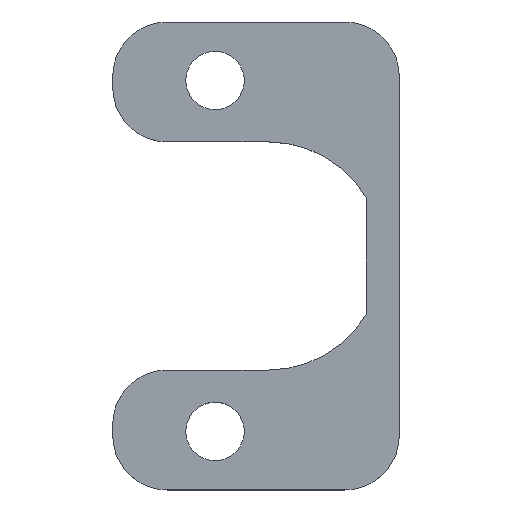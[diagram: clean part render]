
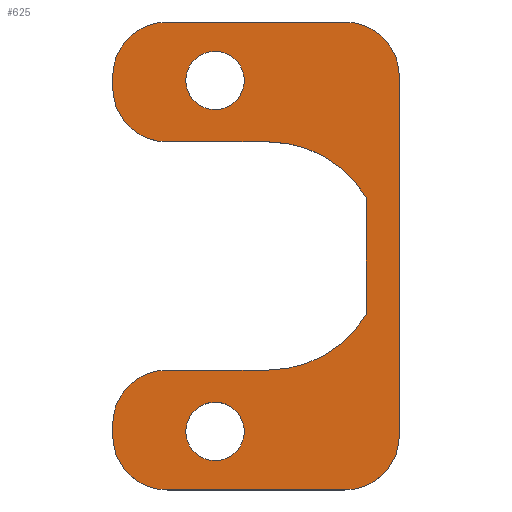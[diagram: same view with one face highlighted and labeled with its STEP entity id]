
A CAD part, top view. The second image highlights one B-rep face of the part: STEP entity #625.
In plain terms, the highlighted planar face has unit normal (0, 0, 1).
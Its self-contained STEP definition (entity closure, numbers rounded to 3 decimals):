
#24 = VERTEX_POINT('',#25);
#25 = CARTESIAN_POINT('',(3.3,41.,14.5));
#31 = EDGE_CURVE('',#24,#32,#34,.T.);
#32 = VERTEX_POINT('',#33);
#33 = CARTESIAN_POINT('',(0.5,38.2,14.5));
#34 = CIRCLE('',#35,2.8);
#35 = AXIS2_PLACEMENT_3D('',#36,#37,#38);
#36 = CARTESIAN_POINT('',(3.3,38.2,14.5));
#37 = DIRECTION('',(0.,0.,1.));
#38 = DIRECTION('',(1.,0.,0.));
#64 = EDGE_CURVE('',#32,#65,#67,.T.);
#65 = VERTEX_POINT('',#66);
#66 = CARTESIAN_POINT('',(0.5,37.65,14.5));
#67 = LINE('',#68,#69);
#68 = CARTESIAN_POINT('',(0.5,38.2,14.5));
#69 = VECTOR('',#70,1.);
#70 = DIRECTION('',(0.,-1.,0.));
#95 = EDGE_CURVE('',#65,#96,#98,.T.);
#96 = VERTEX_POINT('',#97);
#97 = CARTESIAN_POINT('',(3.3,34.85,14.5));
#98 = CIRCLE('',#99,2.8);
#99 = AXIS2_PLACEMENT_3D('',#100,#101,#102);
#100 = CARTESIAN_POINT('',(3.3,37.65,14.5));
#101 = DIRECTION('',(0.,0.,1.));
#102 = DIRECTION('',(1.,0.,0.));
#128 = EDGE_CURVE('',#96,#129,#131,.T.);
#129 = VERTEX_POINT('',#130);
#130 = CARTESIAN_POINT('',(8.478,34.85,14.5));
#131 = LINE('',#132,#133);
#132 = CARTESIAN_POINT('',(3.3,34.85,14.5));
#133 = VECTOR('',#134,1.);
#134 = DIRECTION('',(1.,0.,0.));
#161 = VERTEX_POINT('',#162);
#162 = CARTESIAN_POINT('',(13.5,32.,14.5));
#168 = EDGE_CURVE('',#161,#129,#169,.T.);
#169 = CIRCLE('',#170,5.85);
#170 = AXIS2_PLACEMENT_3D('',#171,#172,#173);
#171 = CARTESIAN_POINT('',(8.478,29.,14.5));
#172 = DIRECTION('',(0.,0.,1.));
#173 = DIRECTION('',(1.,0.,0.));
#192 = EDGE_CURVE('',#161,#193,#195,.T.);
#193 = VERTEX_POINT('',#194);
#194 = CARTESIAN_POINT('',(13.5,26.,14.5));
#195 = LINE('',#196,#197);
#196 = CARTESIAN_POINT('',(13.5,32.,14.5));
#197 = VECTOR('',#198,1.);
#198 = DIRECTION('',(0.,-1.,0.));
#225 = VERTEX_POINT('',#226);
#226 = CARTESIAN_POINT('',(8.478,23.15,14.5));
#232 = EDGE_CURVE('',#225,#193,#233,.T.);
#233 = CIRCLE('',#234,5.85);
#234 = AXIS2_PLACEMENT_3D('',#235,#236,#237);
#235 = CARTESIAN_POINT('',(8.478,29.,14.5));
#236 = DIRECTION('',(0.,0.,1.));
#237 = DIRECTION('',(1.,0.,0.));
#258 = VERTEX_POINT('',#259);
#259 = CARTESIAN_POINT('',(3.3,23.15,14.5));
#265 = EDGE_CURVE('',#258,#225,#266,.T.);
#266 = LINE('',#267,#268);
#267 = CARTESIAN_POINT('',(3.3,23.15,14.5));
#268 = VECTOR('',#269,1.);
#269 = DIRECTION('',(1.,0.,0.));
#287 = EDGE_CURVE('',#258,#288,#290,.T.);
#288 = VERTEX_POINT('',#289);
#289 = CARTESIAN_POINT('',(0.5,20.35,14.5));
#290 = CIRCLE('',#291,2.8);
#291 = AXIS2_PLACEMENT_3D('',#292,#293,#294);
#292 = CARTESIAN_POINT('',(3.3,20.35,14.5));
#293 = DIRECTION('',(0.,0.,1.));
#294 = DIRECTION('',(1.,0.,0.));
#322 = VERTEX_POINT('',#323);
#323 = CARTESIAN_POINT('',(0.5,19.8,14.5));
#329 = EDGE_CURVE('',#322,#288,#330,.T.);
#330 = LINE('',#331,#332);
#331 = CARTESIAN_POINT('',(0.5,19.8,14.5));
#332 = VECTOR('',#333,1.);
#333 = DIRECTION('',(0.,1.,0.));
#351 = EDGE_CURVE('',#322,#352,#354,.T.);
#352 = VERTEX_POINT('',#353);
#353 = CARTESIAN_POINT('',(3.3,17.,14.5));
#354 = CIRCLE('',#355,2.8);
#355 = AXIS2_PLACEMENT_3D('',#356,#357,#358);
#356 = CARTESIAN_POINT('',(3.3,19.8,14.5));
#357 = DIRECTION('',(0.,0.,1.));
#358 = DIRECTION('',(1.,0.,0.));
#386 = VERTEX_POINT('',#387);
#387 = CARTESIAN_POINT('',(12.4,17.,14.5));
#393 = EDGE_CURVE('',#386,#352,#394,.T.);
#394 = LINE('',#395,#396);
#395 = CARTESIAN_POINT('',(12.4,17.,14.5));
#396 = VECTOR('',#397,1.);
#397 = DIRECTION('',(-1.,0.,0.));
#415 = EDGE_CURVE('',#386,#416,#418,.T.);
#416 = VERTEX_POINT('',#417);
#417 = CARTESIAN_POINT('',(15.2,19.8,14.5));
#418 = CIRCLE('',#419,2.8);
#419 = AXIS2_PLACEMENT_3D('',#420,#421,#422);
#420 = CARTESIAN_POINT('',(12.4,19.8,14.5));
#421 = DIRECTION('',(0.,0.,1.));
#422 = DIRECTION('',(1.,0.,0.));
#450 = VERTEX_POINT('',#451);
#451 = CARTESIAN_POINT('',(15.2,38.2,14.5));
#457 = EDGE_CURVE('',#450,#416,#458,.T.);
#458 = LINE('',#459,#460);
#459 = CARTESIAN_POINT('',(15.2,38.2,14.5));
#460 = VECTOR('',#461,1.);
#461 = DIRECTION('',(0.,-1.,0.));
#479 = EDGE_CURVE('',#450,#480,#482,.T.);
#480 = VERTEX_POINT('',#481);
#481 = CARTESIAN_POINT('',(12.4,41.,14.5));
#482 = CIRCLE('',#483,2.8);
#483 = AXIS2_PLACEMENT_3D('',#484,#485,#486);
#484 = CARTESIAN_POINT('',(12.4,38.2,14.5));
#485 = DIRECTION('',(0.,0.,1.));
#486 = DIRECTION('',(1.,0.,0.));
#512 = EDGE_CURVE('',#24,#480,#513,.T.);
#513 = LINE('',#514,#515);
#514 = CARTESIAN_POINT('',(3.3,41.,14.5));
#515 = VECTOR('',#516,1.);
#516 = DIRECTION('',(1.,0.,0.));
#536 = VERTEX_POINT('',#537);
#537 = CARTESIAN_POINT('',(7.25,20.,14.5));
#543 = EDGE_CURVE('',#536,#536,#544,.T.);
#544 = CIRCLE('',#545,1.5);
#545 = AXIS2_PLACEMENT_3D('',#546,#547,#548);
#546 = CARTESIAN_POINT('',(5.75,20.,14.5));
#547 = DIRECTION('',(0.,0.,1.));
#548 = DIRECTION('',(1.,0.,0.));
#569 = VERTEX_POINT('',#570);
#570 = CARTESIAN_POINT('',(7.25,38.,14.5));
#576 = EDGE_CURVE('',#569,#569,#577,.T.);
#577 = CIRCLE('',#578,1.5);
#578 = AXIS2_PLACEMENT_3D('',#579,#580,#581);
#579 = CARTESIAN_POINT('',(5.75,38.,14.5));
#580 = DIRECTION('',(0.,0.,1.));
#581 = DIRECTION('',(1.,0.,0.));
#625 = ADVANCED_FACE('',(#626,#644,#647),#650,.T.);
#626 = FACE_BOUND('',#627,.T.);
#627 = EDGE_LOOP('',(#628,#629,#630,#631,#632,#633,#634,#635,#636,#637,
    #638,#639,#640,#641,#642,#643));
#628 = ORIENTED_EDGE('',*,*,#31,.T.);
#629 = ORIENTED_EDGE('',*,*,#64,.T.);
#630 = ORIENTED_EDGE('',*,*,#95,.T.);
#631 = ORIENTED_EDGE('',*,*,#128,.T.);
#632 = ORIENTED_EDGE('',*,*,#168,.F.);
#633 = ORIENTED_EDGE('',*,*,#192,.T.);
#634 = ORIENTED_EDGE('',*,*,#232,.F.);
#635 = ORIENTED_EDGE('',*,*,#265,.F.);
#636 = ORIENTED_EDGE('',*,*,#287,.T.);
#637 = ORIENTED_EDGE('',*,*,#329,.F.);
#638 = ORIENTED_EDGE('',*,*,#351,.T.);
#639 = ORIENTED_EDGE('',*,*,#393,.F.);
#640 = ORIENTED_EDGE('',*,*,#415,.T.);
#641 = ORIENTED_EDGE('',*,*,#457,.F.);
#642 = ORIENTED_EDGE('',*,*,#479,.T.);
#643 = ORIENTED_EDGE('',*,*,#512,.F.);
#644 = FACE_BOUND('',#645,.T.);
#645 = EDGE_LOOP('',(#646));
#646 = ORIENTED_EDGE('',*,*,#543,.F.);
#647 = FACE_BOUND('',#648,.T.);
#648 = EDGE_LOOP('',(#649));
#649 = ORIENTED_EDGE('',*,*,#576,.F.);
#650 = PLANE('',#651);
#651 = AXIS2_PLACEMENT_3D('',#652,#653,#654);
#652 = CARTESIAN_POINT('',(9.222,29.,14.5));
#653 = DIRECTION('',(0.,0.,1.));
#654 = DIRECTION('',(1.,0.,0.));
